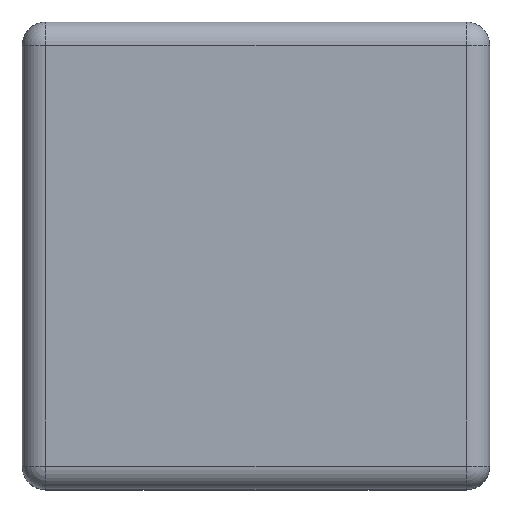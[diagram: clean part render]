
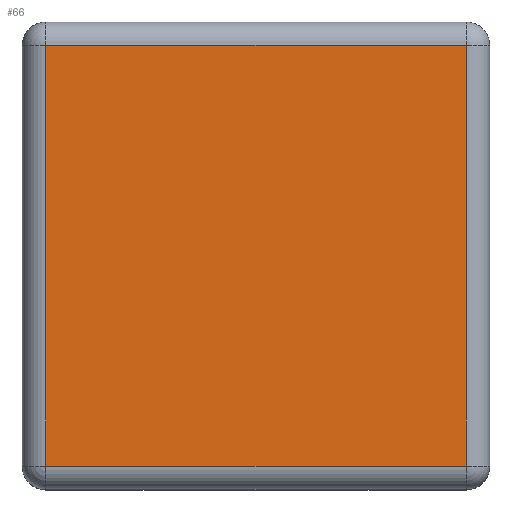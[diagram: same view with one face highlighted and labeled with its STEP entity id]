
A CAD part, top view. The second image highlights one B-rep face of the part: STEP entity #66.
In plain terms, the highlighted planar face has unit normal (0, 0, 1).
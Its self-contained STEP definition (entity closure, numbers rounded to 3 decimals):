
#12=DIRECTION('',(0.,0.,1.));
#21=VERTEX_POINT('',#22);
#22=CARTESIAN_POINT('',(-1.35,-1.35,2.));
#35=VECTOR('',#36,1.);
#36=DIRECTION('',(0.,1.,0.));
#39=VERTEX_POINT('',#40);
#40=CARTESIAN_POINT('',(-1.35,1.35,2.));
#46=ORIENTED_EDGE('',*,*,#47,.F.);
#47=EDGE_CURVE('',#21,#39,#48,.T.);
#48=LINE('',#22,#35);
#66=ADVANCED_FACE('',(#67),#88,.T.);
#67=FACE_BOUND('',#68,.T.);
#68=EDGE_LOOP('',(#69,#46,#76,#83));
#69=ORIENTED_EDGE('',*,*,#70,.F.);
#70=EDGE_CURVE('',#39,#71,#73,.T.);
#71=VERTEX_POINT('',#72);
#72=CARTESIAN_POINT('',(1.35,1.35,2.));
#73=LINE('',#40,#74);
#74=VECTOR('',#75,1.);
#75=DIRECTION('',(1.,0.,0.));
#76=ORIENTED_EDGE('',*,*,#77,.F.);
#77=EDGE_CURVE('',#78,#21,#80,.T.);
#78=VERTEX_POINT('',#79);
#79=CARTESIAN_POINT('',(1.35,-1.35,2.));
#80=LINE('',#79,#81);
#81=VECTOR('',#82,1.);
#82=DIRECTION('',(-1.,-0.,-0.));
#83=ORIENTED_EDGE('',*,*,#84,.F.);
#84=EDGE_CURVE('',#71,#78,#85,.T.);
#85=LINE('',#72,#86);
#86=VECTOR('',#87,1.);
#87=DIRECTION('',(-0.,-1.,-0.));
#88=PLANE('',#89);
#89=AXIS2_PLACEMENT_3D('',#90,#12,#75);
#90=CARTESIAN_POINT('',(-1.5,-1.5,2.));
